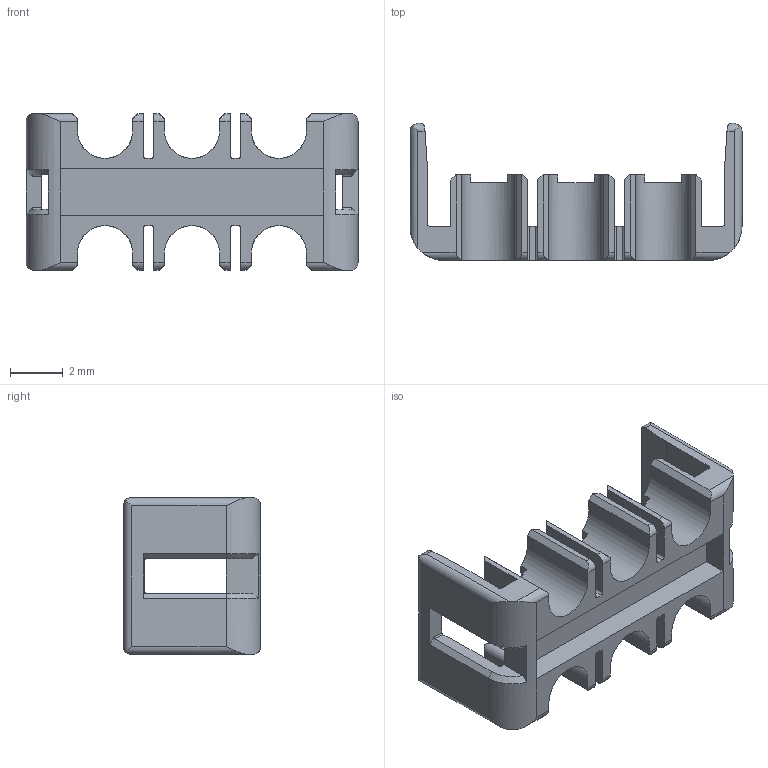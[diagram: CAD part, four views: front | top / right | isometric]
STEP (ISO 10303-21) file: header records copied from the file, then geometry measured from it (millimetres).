
FILE_DESCRIPTION(('CoCreate Modeling STEP Export'),'2;1');
FILE_NAME('DF33C-6RDS-3.3.stp','2012-10-03T17:04:17',(''),(''),'CoCreate Modeling STEP processor for AP214 (Solid Model)','CoCreate Modeling 17.0 01-Apr-2010 (C) Parametric Technology GmbH','');
FILE_SCHEMA(('AUTOMOTIVE_DESIGN { 1 0 10303 214 1 1 1 1 }'));
Length unit declared in the file: millimetre
Products named in the file (1): DF33C-6DRS-3.3
Bounding box: 12.6 x 5.2 x 5.95 mm (x, y, z)
Volume: 99.6 mm3; surface area: 421.9 mm2
Topology: 1 solids, 1 shells, 206 faces, 592 edges, 384 vertices
Faces by surface type: plane 132, cylinder 70, cone 4
Entity records: 7667 total; most frequent: CARTESIAN_POINT 2120, ORIENTED_EDGE 1184, DIRECTION 1154, EDGE_CURVE 592, VECTOR 398, LINE 398, VERTEX_POINT 384, AXIS2_PLACEMENT_3D 378
